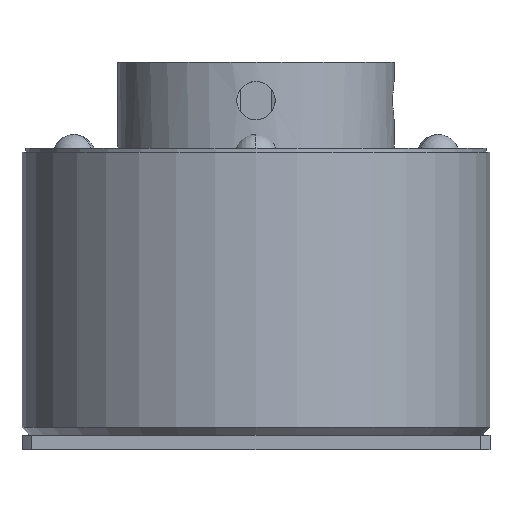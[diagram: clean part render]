
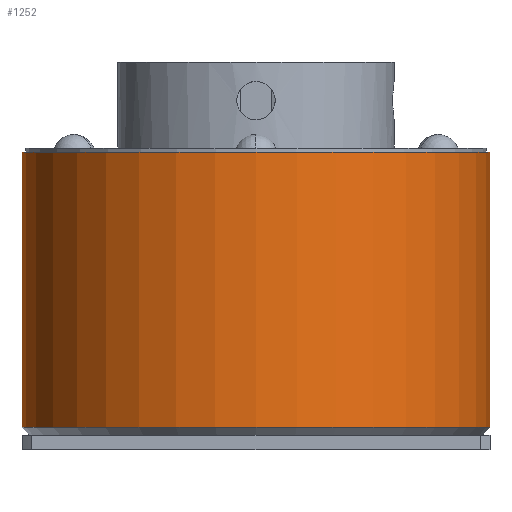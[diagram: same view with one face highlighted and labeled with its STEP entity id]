
A CAD part, front view. The second image highlights one B-rep face of the part: STEP entity #1252.
In plain terms, the highlighted cylindrical face has radius 30.5 mm (diameter 61 mm), a partial arc.
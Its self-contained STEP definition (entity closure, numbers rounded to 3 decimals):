
#939 = VERTEX_POINT ( 'NONE', #2516 ) ;
#980 = EDGE_CURVE ( 'NONE', #1056, #1088, #2578, .T. ) ;
#1000 = EDGE_CURVE ( 'NONE', #939, #1061, #2601, .T. ) ;
#1056 = VERTEX_POINT ( 'NONE', #2698 ) ;
#1061 = VERTEX_POINT ( 'NONE', #2729 ) ;
#1088 = VERTEX_POINT ( 'NONE', #2771 ) ;
#1248 = ORIENTED_EDGE ( 'NONE', *, *, #1414, .F. ) ;
#1249 = ORIENTED_EDGE ( 'NONE', *, *, #980, .T. ) ;
#1250 = EDGE_LOOP ( 'NONE', ( #1251, #1254, #1249, #1248 ) ) ;
#1251 = ORIENTED_EDGE ( 'NONE', *, *, #1000, .F. ) ;
#1252 = ADVANCED_FACE ( 'NONE', ( #3050 ), #3049, .T. ) ;
#1254 = ORIENTED_EDGE ( 'NONE', *, *, #1255, .F. ) ;
#1255 = EDGE_CURVE ( 'NONE', #1056, #939, #3067, .T. ) ;
#1414 = EDGE_CURVE ( 'NONE', #1061, #1088, #3125, .T. ) ;
#2226 = VECTOR ( 'NONE', #2259, 1000. ) ;
#2259 = DIRECTION ( 'NONE',  ( 0., 0., -1. ) ) ;
#2516 = CARTESIAN_POINT ( 'NONE',  ( 30.5, 0., 38.8 ) ) ;
#2577 = CARTESIAN_POINT ( 'NONE',  ( -30.5, 0., 34.5 ) ) ;
#2578 = LINE ( 'NONE', #2577, #2226 ) ;
#2601 = LINE ( 'NONE', #2619, #2618 ) ;
#2617 = DIRECTION ( 'NONE',  ( 0., 0., -1. ) ) ;
#2618 = VECTOR ( 'NONE', #2617, 1000. ) ;
#2619 = CARTESIAN_POINT ( 'NONE',  ( 30.5, 0., 34.5 ) ) ;
#2698 = CARTESIAN_POINT ( 'NONE',  ( -30.5, 0., 38.8 ) ) ;
#2729 = CARTESIAN_POINT ( 'NONE',  ( 30.5, 0., 2.9 ) ) ;
#2771 = CARTESIAN_POINT ( 'NONE',  ( -30.5, 0., 2.9 ) ) ;
#2910 = DIRECTION ( 'NONE',  ( 0., 0., -1. ) ) ;
#2970 = DIRECTION ( 'NONE',  ( -1., 0., 0. ) ) ;
#3049 = CYLINDRICAL_SURFACE ( 'NONE', #3054, 30.5 ) ;
#3050 = FACE_OUTER_BOUND ( 'NONE', #1250, .T. ) ;
#3053 = CARTESIAN_POINT ( 'NONE',  ( 0., 0., 34.5 ) ) ;
#3054 = AXIS2_PLACEMENT_3D ( 'NONE', #3053, #2910, #2970 ) ;
#3063 = DIRECTION ( 'NONE',  ( 1., 0., 0. ) ) ;
#3067 = CIRCLE ( 'NONE', #3068, 30.5 ) ;
#3068 = AXIS2_PLACEMENT_3D ( 'NONE', #3072, #3080, #3063 ) ;
#3072 = CARTESIAN_POINT ( 'NONE',  ( 0., 0., 38.8 ) ) ;
#3080 = DIRECTION ( 'NONE',  ( 0., 0., 1. ) ) ;
#3124 = DIRECTION ( 'NONE',  ( -1., 0., 0. ) ) ;
#3125 = CIRCLE ( 'NONE', #3127, 30.5 ) ;
#3126 = DIRECTION ( 'NONE',  ( 0., 0., -1. ) ) ;
#3127 = AXIS2_PLACEMENT_3D ( 'NONE', #3128, #3126, #3124 ) ;
#3128 = CARTESIAN_POINT ( 'NONE',  ( 0., 0., 2.9 ) ) ;
